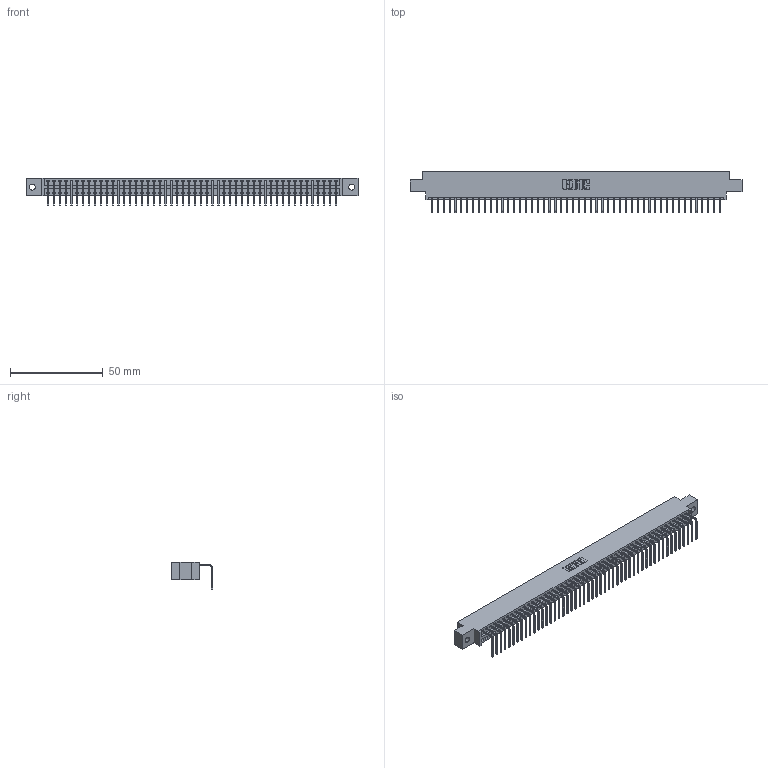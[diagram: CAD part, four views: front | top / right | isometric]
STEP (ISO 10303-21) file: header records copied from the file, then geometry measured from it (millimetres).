
FILE_DESCRIPTION (( 'STEP AP203' ), '1' );
FILE_NAME ('396-050-558-602.STEP', '2019-11-01T08:41:41', ( '' ), ( '' ), 'SwSTEP 2.0', 'SolidWorks 2016', '' );
FILE_SCHEMA (( 'CONFIG_CONTROL_DESIGN' ));
Length unit declared in the file: inch
Products named in the file (3): 346 Part_0.170 Offset - 0.128 Dia; 345-292-001_558 Tail - 2; 396-050-558-602
Assembly tree (51 placements, depth 2):
  396-050-558-602
    346 Part_0.170 Offset - 0.128 Dia
    345-292-001_558 Tail - 2  x50
Bounding box: 179.32 x 22.16 x 14.73 mm (x, y, z)
Volume: 17195.7 mm3; surface area: 22461.6 mm2
Topology: 51 solids, 51 shells, 3126 faces, 9441 edges, 6226 vertices
Faces by surface type: plane 2180, cylinder 946
Entity records: 30173 total; most frequent: CARTESIAN_POINT 5178, ORIENTED_EDGE 5162, DIRECTION 4557, EDGE_CURVE 2581, VECTOR 2249, LINE 2249, VERTEX_POINT 1718, AXIS2_PLACEMENT_3D 1154
